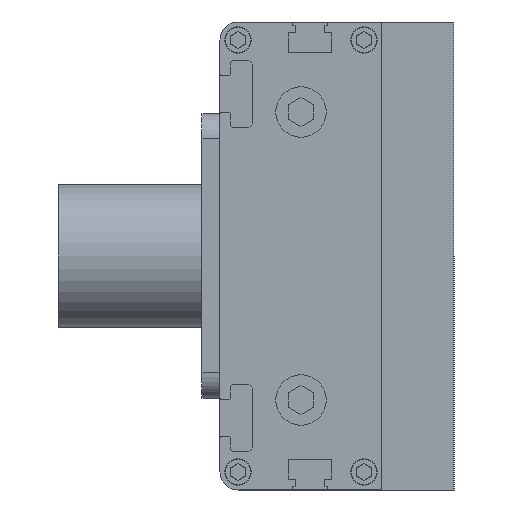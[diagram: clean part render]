
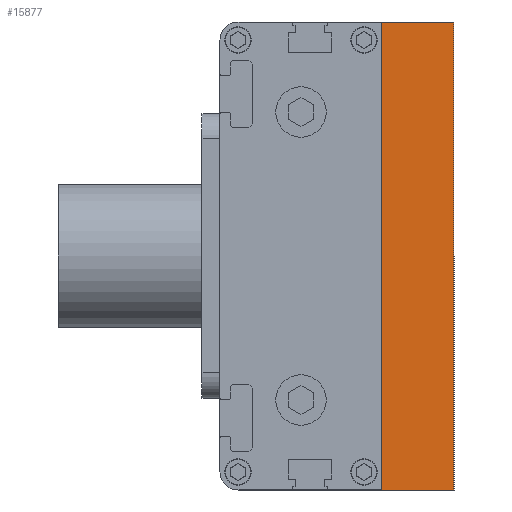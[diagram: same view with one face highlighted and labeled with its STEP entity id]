
A CAD part, left-side view. The second image highlights one B-rep face of the part: STEP entity #15877.
In plain terms, the highlighted planar face has unit normal (-1, 0, 0).
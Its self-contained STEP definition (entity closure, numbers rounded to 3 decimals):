
#404 = PLANE ( 'NONE',  #31637 ) ;
#614 = LINE ( 'NONE', #26937, #15690 ) ;
#1028 = VERTEX_POINT ( 'NONE', #3030 ) ;
#1222 = CARTESIAN_POINT ( 'NONE',  ( -680., -20., 65. ) ) ;
#3030 = CARTESIAN_POINT ( 'NONE',  ( -680., 0., -65. ) ) ;
#3092 = FACE_OUTER_BOUND ( 'NONE', #22460, .T. ) ;
#8389 = EDGE_CURVE ( 'NONE', #13503, #15431, #15464, .T. ) ;
#8935 = CARTESIAN_POINT ( 'NONE',  ( -680., 0., 65. ) ) ;
#9146 = LINE ( 'NONE', #8935, #12927 ) ;
#12579 = CARTESIAN_POINT ( 'NONE',  ( -680., 0., 65. ) ) ;
#12597 = DIRECTION ( 'NONE',  ( 0., 0., -1. ) ) ;
#12891 = LINE ( 'NONE', #1222, #16363 ) ;
#12927 = VECTOR ( 'NONE', #32597, 1000. ) ;
#12955 = CARTESIAN_POINT ( 'NONE',  ( -680., -20., 65. ) ) ;
#13503 = VERTEX_POINT ( 'NONE', #12955 ) ;
#15431 = VERTEX_POINT ( 'NONE', #15979 ) ;
#15437 = ORIENTED_EDGE ( 'NONE', *, *, #20286, .T. ) ;
#15464 = LINE ( 'NONE', #27070, #37108 ) ;
#15690 = VECTOR ( 'NONE', #17983, 1000. ) ;
#15877 = ADVANCED_FACE ( 'NONE', ( #3092 ), #404, .F. ) ;
#15979 = CARTESIAN_POINT ( 'NONE',  ( -680., -20., -65. ) ) ;
#16363 = VECTOR ( 'NONE', #24320, 1000. ) ;
#16983 = ORIENTED_EDGE ( 'NONE', *, *, #8389, .F. ) ;
#17983 = DIRECTION ( 'NONE',  ( 0., 1., 0. ) ) ;
#20286 = EDGE_CURVE ( 'NONE', #27882, #1028, #9146, .T. ) ;
#20498 = CARTESIAN_POINT ( 'NONE',  ( -680., -20., 65. ) ) ;
#22460 = EDGE_LOOP ( 'NONE', ( #15437, #35487, #16983, #23314 ) ) ;
#22998 = DIRECTION ( 'NONE',  ( 0., 0., -1. ) ) ;
#23314 = ORIENTED_EDGE ( 'NONE', *, *, #32440, .T. ) ;
#24320 = DIRECTION ( 'NONE',  ( 0., 1., 0. ) ) ;
#24715 = EDGE_CURVE ( 'NONE', #15431, #1028, #614, .T. ) ;
#25866 = DIRECTION ( 'NONE',  ( 1., 0., 0. ) ) ;
#26937 = CARTESIAN_POINT ( 'NONE',  ( -680., -20., -65. ) ) ;
#27070 = CARTESIAN_POINT ( 'NONE',  ( -680., -20., 65. ) ) ;
#27882 = VERTEX_POINT ( 'NONE', #12579 ) ;
#31637 = AXIS2_PLACEMENT_3D ( 'NONE', #20498, #25866, #22998 ) ;
#32440 = EDGE_CURVE ( 'NONE', #13503, #27882, #12891, .T. ) ;
#32597 = DIRECTION ( 'NONE',  ( 0., 0., -1. ) ) ;
#35487 = ORIENTED_EDGE ( 'NONE', *, *, #24715, .F. ) ;
#37108 = VECTOR ( 'NONE', #12597, 1000. ) ;
